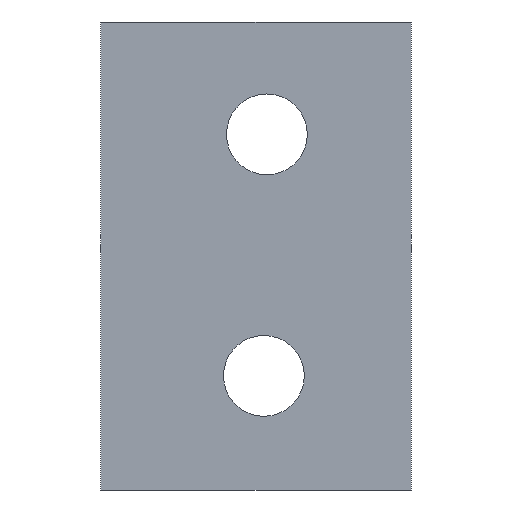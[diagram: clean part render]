
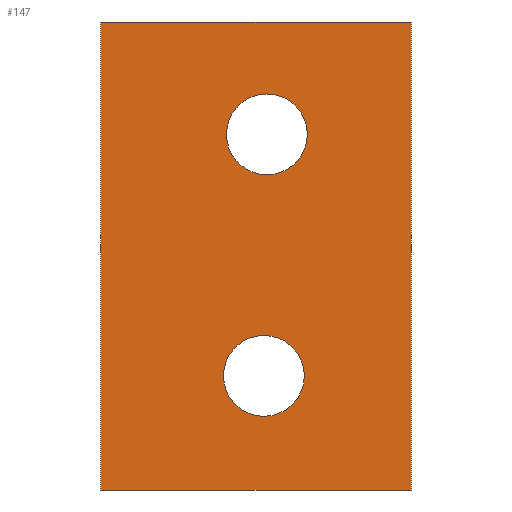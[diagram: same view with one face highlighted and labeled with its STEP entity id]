
A CAD part, left-side view. The second image highlights one B-rep face of the part: STEP entity #147.
In plain terms, the highlighted planar face has unit normal (-1, 0, 0).
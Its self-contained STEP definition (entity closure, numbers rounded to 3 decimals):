
#15=FACE_BOUND('',#36,.T.);
#16=FACE_BOUND('',#37,.T.);
#19=PLANE('',#173);
#27=FACE_OUTER_BOUND('',#35,.T.);
#35=EDGE_LOOP('',(#115,#116,#117,#118));
#36=EDGE_LOOP('',(#119));
#37=EDGE_LOOP('',(#120));
#47=LINE('',#235,#61);
#48=LINE('',#237,#62);
#49=LINE('',#239,#63);
#50=LINE('',#240,#64);
#61=VECTOR('',#197,10.);
#62=VECTOR('',#198,10.);
#63=VECTOR('',#199,10.);
#64=VECTOR('',#200,10.);
#74=CIRCLE('',#169,2.6);
#76=CIRCLE('',#172,2.6);
#78=VERTEX_POINT('',#223);
#80=VERTEX_POINT('',#229);
#81=VERTEX_POINT('',#233);
#82=VERTEX_POINT('',#234);
#83=VERTEX_POINT('',#236);
#84=VERTEX_POINT('',#238);
#91=EDGE_CURVE('',#78,#78,#74,.T.);
#94=EDGE_CURVE('',#80,#80,#76,.T.);
#95=EDGE_CURVE('',#81,#82,#47,.T.);
#96=EDGE_CURVE('',#82,#83,#48,.T.);
#97=EDGE_CURVE('',#83,#84,#49,.T.);
#98=EDGE_CURVE('',#84,#81,#50,.T.);
#115=ORIENTED_EDGE('',*,*,#95,.T.);
#116=ORIENTED_EDGE('',*,*,#96,.T.);
#117=ORIENTED_EDGE('',*,*,#97,.T.);
#118=ORIENTED_EDGE('',*,*,#98,.T.);
#119=ORIENTED_EDGE('',*,*,#91,.T.);
#120=ORIENTED_EDGE('',*,*,#94,.T.);
#147=ADVANCED_FACE('',(#27,#15,#16),#19,.F.);
#169=AXIS2_PLACEMENT_3D('',#225,#186,#187);
#172=AXIS2_PLACEMENT_3D('',#231,#193,#194);
#173=AXIS2_PLACEMENT_3D('',#232,#195,#196);
#186=DIRECTION('center_axis',(1.,0.,0.));
#187=DIRECTION('ref_axis',(0.,1.,0.));
#193=DIRECTION('center_axis',(1.,0.,0.));
#194=DIRECTION('ref_axis',(0.,1.,0.));
#195=DIRECTION('center_axis',(1.,0.,0.));
#196=DIRECTION('ref_axis',(0.,1.,0.));
#197=DIRECTION('',(0.,-1.,0.));
#198=DIRECTION('',(0.,0.,1.));
#199=DIRECTION('',(0.,1.,0.));
#200=DIRECTION('',(0.,0.,-1.));
#223=CARTESIAN_POINT('',(-11.558,544.697,182.772));
#225=CARTESIAN_POINT('Origin',(-11.558,547.297,182.772));
#229=CARTESIAN_POINT('',(-11.558,544.892,167.234));
#231=CARTESIAN_POINT('Origin',(-11.558,547.492,167.234));
#232=CARTESIAN_POINT('Origin',(-11.558,547.5,174.947));
#233=CARTESIAN_POINT('',(-11.558,558.,159.894));
#234=CARTESIAN_POINT('',(-11.558,538.,159.894));
#235=CARTESIAN_POINT('',(-11.558,555.,159.894));
#236=CARTESIAN_POINT('',(-11.558,538.,190.));
#237=CARTESIAN_POINT('',(-11.558,538.,159.894));
#238=CARTESIAN_POINT('',(-11.558,558.,190.));
#239=CARTESIAN_POINT('',(-11.558,555.,190.));
#240=CARTESIAN_POINT('',(-11.558,558.,190.));
